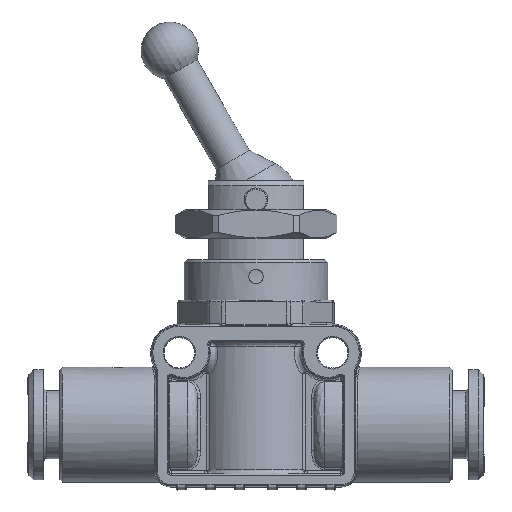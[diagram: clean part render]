
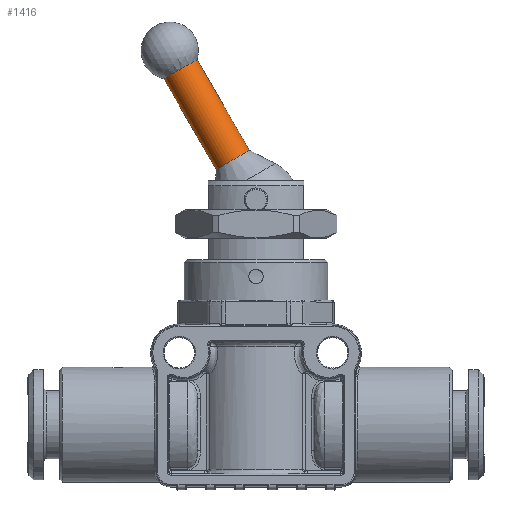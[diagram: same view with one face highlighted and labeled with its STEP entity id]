
A CAD part, top view. The second image highlights one B-rep face of the part: STEP entity #1416.
In plain terms, the highlighted cylindrical face has radius 2 mm (diameter 4 mm), a full revolution.
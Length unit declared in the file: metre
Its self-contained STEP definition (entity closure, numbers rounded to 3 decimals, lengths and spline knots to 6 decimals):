
#1416 = ADVANCED_FACE( 'NONE', ( #3347, #3348 ), #3349, .T. );
#3347 = FACE_OUTER_BOUND( '', #13277, .T. );
#3348 = FACE_OUTER_BOUND( '', #13278, .T. );
#3349 = CYLINDRICAL_SURFACE( '', #13279, 0.002 );
#13277 = EDGE_LOOP( '', ( #30462 ) );
#13278 = EDGE_LOOP( '', ( #30463 ) );
#13279 = AXIS2_PLACEMENT_3D( '', #30464, #30465, #30466 );
#30462 = ORIENTED_EDGE( '', *, *, #35705, .F. );
#30463 = ORIENTED_EDGE( '', *, *, #35395, .T. );
#30464 = CARTESIAN_POINT( '', ( 0.005338, 0.021004, 0. ) );
#30465 = DIRECTION( '', ( -0.5, 0.866, 0. ) );
#30466 = DIRECTION( '', ( -0.866, -0.5, 0. ) );
#35395 = EDGE_CURVE( 'NONE', #38900, #38900, #38901, .T. );
#35705 = EDGE_CURVE( 'NONE', #39349, #39349, #39350, .T. );
#38900 = VERTEX_POINT( '', #48089 );
#38901 = CIRCLE( '', #48090, 0.002 );
#39349 = VERTEX_POINT( '', #49637 );
#39350 = CIRCLE( '', #49638, 0.002 );
#48089 = CARTESIAN_POINT( '', ( -0.009614, 0.042902, 0. ) );
#48090 = AXIS2_PLACEMENT_3D( '', #56234, #56235, #56236 );
#49637 = CARTESIAN_POINT( '', ( -0.004147, 0.033433, 0. ) );
#49638 = AXIS2_PLACEMENT_3D( '', #56437, #56438, #56439 );
#56234 = CARTESIAN_POINT( '', ( -0.007882, 0.043902, 0. ) );
#56235 = DIRECTION( '', ( 0.5, -0.866, 0. ) );
#56236 = DIRECTION( '', ( -0.866, -0.5, 0. ) );
#56437 = CARTESIAN_POINT( '', ( -0.002415, 0.034433, 0. ) );
#56438 = DIRECTION( '', ( 0.5, -0.866, 0. ) );
#56439 = DIRECTION( '', ( -0.866, -0.5, 0. ) );
